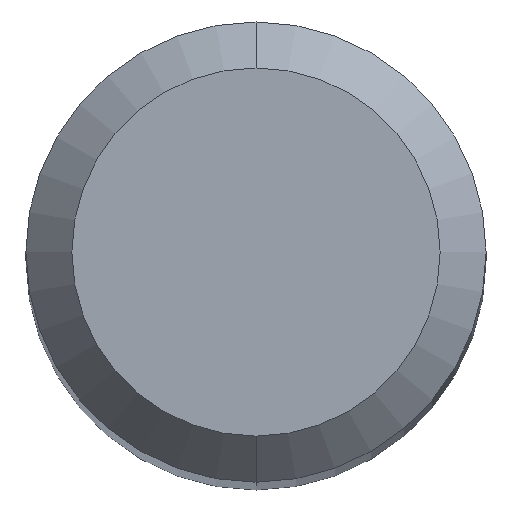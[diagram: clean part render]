
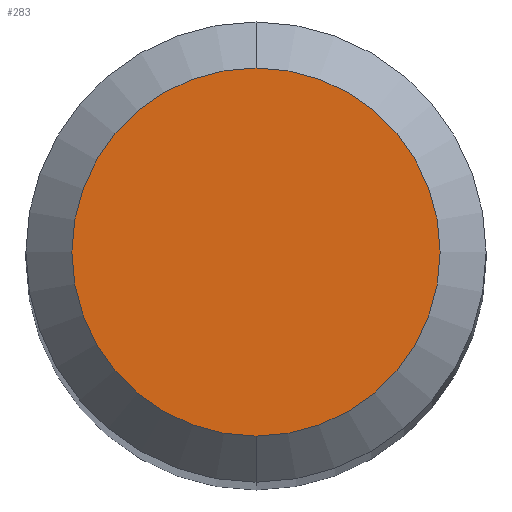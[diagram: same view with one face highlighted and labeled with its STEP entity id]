
A CAD part, top view. The second image highlights one B-rep face of the part: STEP entity #283.
In plain terms, the highlighted planar face has unit normal (0, 0, 1).
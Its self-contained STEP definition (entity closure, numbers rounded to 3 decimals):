
#185=EDGE_CURVE('',#223,#361,#492,.T.);
#223=VERTEX_POINT('',#532);
#283=ADVANCED_FACE('',(#597),#598,.T.);
#337=EDGE_CURVE('',#361,#223,#657,.T.);
#361=VERTEX_POINT('',#683);
#492=CIRCLE('',#823,1.2);
#532=CARTESIAN_POINT('',(0.0,1.2,0.));
#597=FACE_OUTER_BOUND('',#1060,.T.);
#598=PLANE('',#1061);
#657=CIRCLE('',#1181,1.2);
#683=CARTESIAN_POINT('',(0.,-1.2,0.));
#823=AXIS2_PLACEMENT_3D('',#1452,#1453,#1454);
#1060=EDGE_LOOP('',(#1530,#1531));
#1061=AXIS2_PLACEMENT_3D('',#1532,#1533,#1534);
#1181=AXIS2_PLACEMENT_3D('',#1591,#1592,#1593);
#1452=CARTESIAN_POINT('',(0.0,0.0,0.));
#1453=DIRECTION('',(0.0,0.0,-1.0));
#1454=DIRECTION('',(0.0,1.0,0.0));
#1530=ORIENTED_EDGE('',*,*,#185,.F.);
#1531=ORIENTED_EDGE('',*,*,#337,.F.);
#1532=CARTESIAN_POINT('',(0.0,0.6,0.));
#1533=DIRECTION('',(-0.0,0.0,1.0));
#1534=DIRECTION('',(0.0,-1.0,0.0));
#1591=CARTESIAN_POINT('',(0.0,0.0,0.));
#1592=DIRECTION('',(0.0,0.0,-1.0));
#1593=DIRECTION('',(0.0,1.0,0.0));
